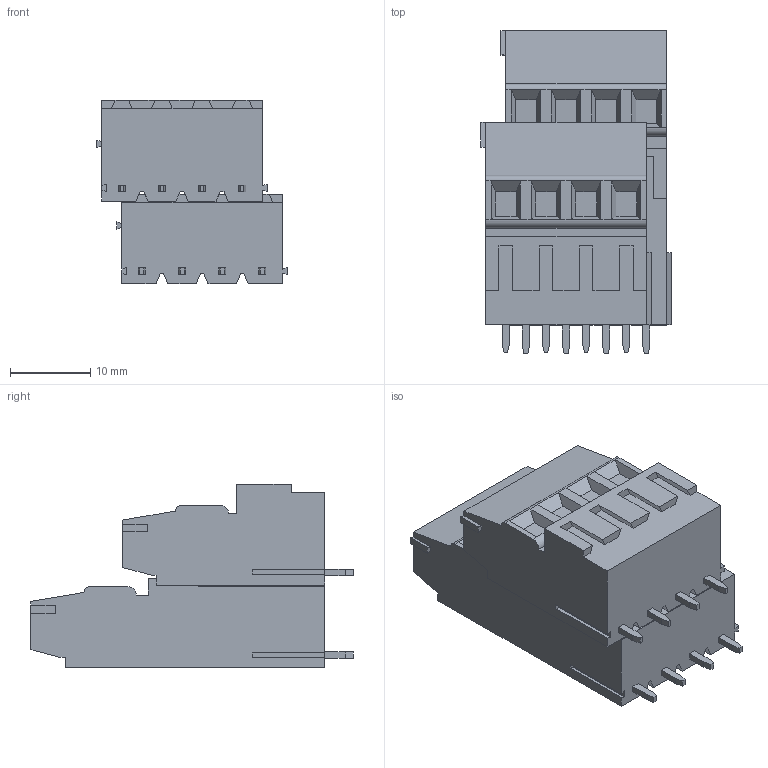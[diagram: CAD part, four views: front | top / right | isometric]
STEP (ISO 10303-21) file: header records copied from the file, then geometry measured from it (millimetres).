
FILE_DESCRIPTION((''),'2;1');
FILE_NAME('WJE2K500B-500-04P-00A','2018-06-08T',('QZY'),(''),'CREO PARAMETRIC BY PTC INC, 2014440','CREO PARAMETRIC BY PTC INC, 2014440','');
FILE_SCHEMA(('CONFIG_CONTROL_DESIGN'));
Length unit declared in the file: millimetre
Products named in the file (1): WJE2K500B-500-04P-00A
Bounding box: 23.72 x 40.1 x 22.9 mm (x, y, z)
Volume: 11581.6 mm3; surface area: 6142.9 mm2
Topology: 1 solids, 1 shells, 512 faces, 1284 edges, 794 vertices
Faces by surface type: plane 332, cylinder 84, cone 64, torus 32
Entity records: 15338 total; most frequent: CARTESIAN_POINT 2854, ORIENTED_EDGE 2568, DIRECTION 2538, EDGE_CURVE 1284, VECTOR 954, LINE 954, VERTEX_POINT 794, AXIS2_PLACEMENT_3D 792
